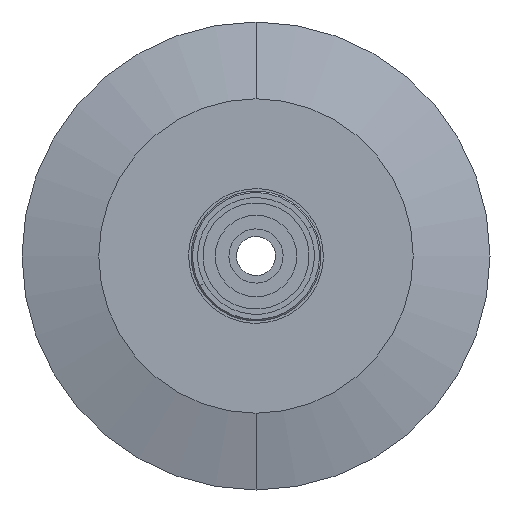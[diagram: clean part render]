
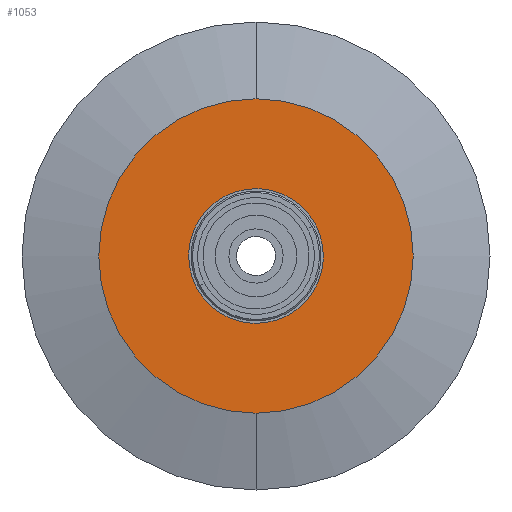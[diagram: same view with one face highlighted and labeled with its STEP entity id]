
A CAD part, front view. The second image highlights one B-rep face of the part: STEP entity #1053.
In plain terms, the highlighted planar face has unit normal (0, -1, 0).
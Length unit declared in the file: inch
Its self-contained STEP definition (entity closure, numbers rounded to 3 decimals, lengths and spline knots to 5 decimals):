
#12 = CARTESIAN_POINT ( 'NONE',  ( -0.09321, -0.2, 0.2967 ) ) ;
#31 = DIRECTION ( 'NONE',  ( 0., 0., -1. ) ) ;
#81 = CARTESIAN_POINT ( 'NONE',  ( -0.72546, -0.2, 0. ) ) ;
#163 = DIRECTION ( 'NONE',  ( 0., 0., 1. ) ) ;
#209 = EDGE_CURVE ( 'NONE', #1215, #1303, #228, .T. ) ;
#224 = FACE_OUTER_BOUND ( 'NONE', #1045, .T. ) ;
#228 = CIRCLE ( 'NONE', #621, 0.72546 ) ;
#277 = ORIENTED_EDGE ( 'NONE', *, *, #1273, .T. ) ;
#295 = CIRCLE ( 'NONE', #971, 0.311 ) ;
#315 = ORIENTED_EDGE ( 'NONE', *, *, #1651, .T. ) ;
#388 = CARTESIAN_POINT ( 'NONE',  ( 0., -0.2, -0.72546 ) ) ;
#472 = DIRECTION ( 'NONE',  ( 0., 1., 0. ) ) ;
#496 = EDGE_LOOP ( 'NONE', ( #1737, #315 ) ) ;
#525 = CARTESIAN_POINT ( 'NONE',  ( 0., -0.2, 0. ) ) ;
#615 = CARTESIAN_POINT ( 'NONE',  ( 0., -0.2, 0. ) ) ;
#620 = CARTESIAN_POINT ( 'NONE',  ( 0., -0.2, 0. ) ) ;
#621 = AXIS2_PLACEMENT_3D ( 'NONE', #615, #873, #31 ) ;
#651 = PLANE ( 'NONE',  #1579 ) ;
#748 = DIRECTION ( 'NONE',  ( 0., 1., 0. ) ) ;
#756 = CARTESIAN_POINT ( 'NONE',  ( 0., -0.2, 0.72546 ) ) ;
#787 = AXIS2_PLACEMENT_3D ( 'NONE', #911, #748, #163 ) ;
#873 = DIRECTION ( 'NONE',  ( 0., -1., 0. ) ) ;
#889 = DIRECTION ( 'NONE',  ( 0., 0., 1. ) ) ;
#911 = CARTESIAN_POINT ( 'NONE',  ( 0., -0.2, 0. ) ) ;
#960 = FACE_BOUND ( 'NONE', #496, .T. ) ;
#968 = CARTESIAN_POINT ( 'NONE',  ( 0.09321, -0.2, -0.2967 ) ) ;
#971 = AXIS2_PLACEMENT_3D ( 'NONE', #620, #472, #889 ) ;
#1000 = DIRECTION ( 'NONE',  ( 0., 0., -1. ) ) ;
#1045 = EDGE_LOOP ( 'NONE', ( #277, #1293 ) ) ;
#1053 = ADVANCED_FACE ( 'NONE', ( #960, #224 ), #651, .F. ) ;
#1215 = VERTEX_POINT ( 'NONE', #388 ) ;
#1227 = DIRECTION ( 'NONE',  ( 0., 0., 1. ) ) ;
#1273 = EDGE_CURVE ( 'NONE', #1303, #1215, #1390, .T. ) ;
#1293 = ORIENTED_EDGE ( 'NONE', *, *, #209, .T. ) ;
#1303 = VERTEX_POINT ( 'NONE', #756 ) ;
#1368 = VERTEX_POINT ( 'NONE', #12 ) ;
#1390 = CIRCLE ( 'NONE', #1642, 0.72546 ) ;
#1526 = EDGE_CURVE ( 'NONE', #1772, #1368, #1608, .T. ) ;
#1579 = AXIS2_PLACEMENT_3D ( 'NONE', #81, #1677, #1227 ) ;
#1608 = CIRCLE ( 'NONE', #787, 0.311 ) ;
#1642 = AXIS2_PLACEMENT_3D ( 'NONE', #525, #1697, #1000 ) ;
#1651 = EDGE_CURVE ( 'NONE', #1368, #1772, #295, .T. ) ;
#1677 = DIRECTION ( 'NONE',  ( 0., 1., 0. ) ) ;
#1697 = DIRECTION ( 'NONE',  ( 0., -1., 0. ) ) ;
#1737 = ORIENTED_EDGE ( 'NONE', *, *, #1526, .T. ) ;
#1772 = VERTEX_POINT ( 'NONE', #968 ) ;
